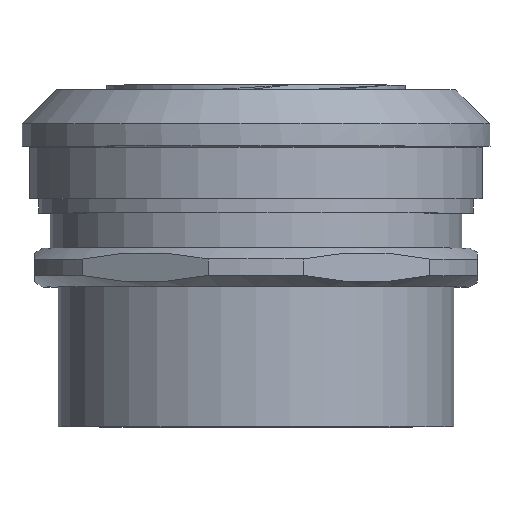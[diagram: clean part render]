
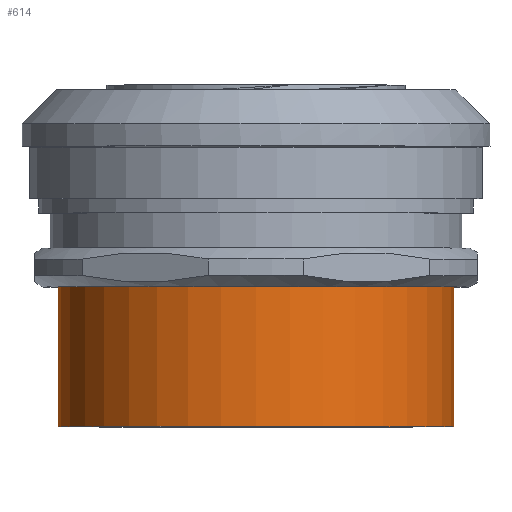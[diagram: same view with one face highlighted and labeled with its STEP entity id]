
A CAD part, top view. The second image highlights one B-rep face of the part: STEP entity #614.
In plain terms, the highlighted cylindrical face has radius 25.45 mm (diameter 50.9 mm), a full revolution.
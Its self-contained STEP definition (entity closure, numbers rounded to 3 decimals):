
#81=LINE('',#1125,#106);
#106=VECTOR('',#809,25.45);
#131=CYLINDRICAL_SURFACE('',#694,25.45);
#163=FACE_OUTER_BOUND('',#206,.T.);
#206=EDGE_LOOP('',(#457,#458,#459,#460));
#254=CIRCLE('',#688,25.45);
#258=CIRCLE('',#695,25.45);
#296=VERTEX_POINT('',#1112);
#300=VERTEX_POINT('',#1124);
#357=EDGE_CURVE('',#296,#296,#254,.T.);
#362=EDGE_CURVE('',#296,#300,#81,.T.);
#363=EDGE_CURVE('',#300,#300,#258,.T.);
#457=ORIENTED_EDGE('',*,*,#357,.T.);
#458=ORIENTED_EDGE('',*,*,#362,.T.);
#459=ORIENTED_EDGE('',*,*,#363,.F.);
#460=ORIENTED_EDGE('',*,*,#362,.F.);
#614=ADVANCED_FACE('',(#163),#131,.T.);
#688=AXIS2_PLACEMENT_3D('',#1113,#794,#795);
#694=AXIS2_PLACEMENT_3D('',#1123,#807,#808);
#695=AXIS2_PLACEMENT_3D('',#1126,#810,#811);
#794=DIRECTION('center_axis',(0.,-1.,0.));
#795=DIRECTION('ref_axis',(-1.,0.,-0.001));
#807=DIRECTION('center_axis',(0.,1.,0.));
#808=DIRECTION('ref_axis',(-1.,0.,-0.001));
#809=DIRECTION('',(0.,-1.,0.));
#810=DIRECTION('center_axis',(0.,-1.,0.));
#811=DIRECTION('ref_axis',(-1.,0.,-0.001));
#1112=CARTESIAN_POINT('',(280.272,0.128,171.026));
#1113=CARTESIAN_POINT('Origin',(254.822,0.128,170.999));
#1123=CARTESIAN_POINT('Origin',(254.822,-9.122,170.999));
#1124=CARTESIAN_POINT('',(280.272,-17.872,171.026));
#1125=CARTESIAN_POINT('',(280.272,-9.122,171.026));
#1126=CARTESIAN_POINT('Origin',(254.822,-17.872,170.999));
